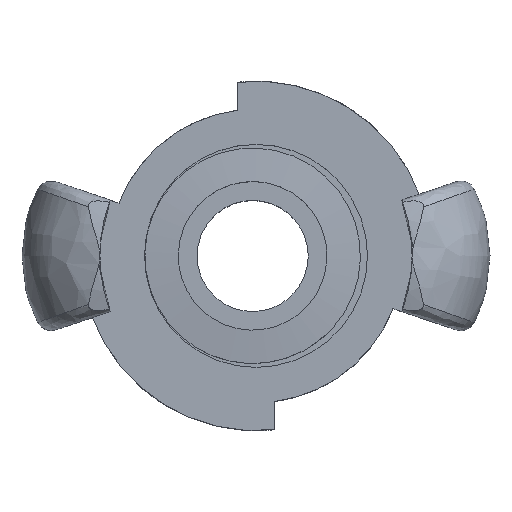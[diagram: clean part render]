
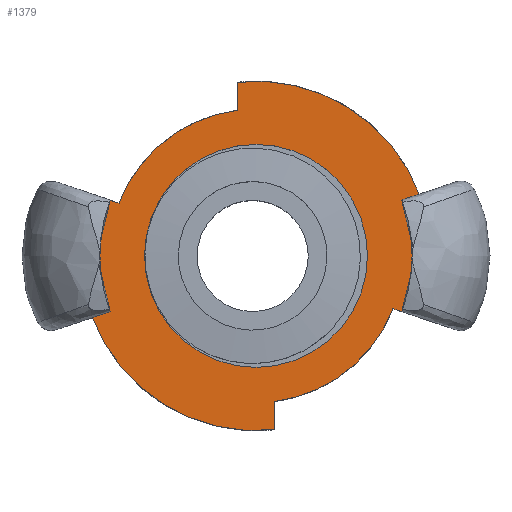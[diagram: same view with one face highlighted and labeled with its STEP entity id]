
A CAD part, top view. The second image highlights one B-rep face of the part: STEP entity #1379.
In plain terms, the highlighted planar face has unit normal (0, 0, 1).
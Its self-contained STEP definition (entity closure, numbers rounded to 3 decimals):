
#91=FACE_BOUND('',#282,.T.);
#116=PLANE('',#1510);
#205=FACE_OUTER_BOUND('',#281,.T.);
#281=EDGE_LOOP('',(#1155,#1156,#1157,#1158,#1159,#1160,#1161,#1162,#1163,
#1164,#1165,#1166));
#282=EDGE_LOOP('',(#1167,#1168));
#330=LINE('',#2537,#406);
#335=LINE('',#2680,#411);
#340=LINE('',#2690,#416);
#346=LINE('',#2702,#422);
#351=LINE('',#2751,#427);
#357=LINE('',#2763,#433);
#406=VECTOR('',#1701,10.);
#411=VECTOR('',#1714,10.);
#416=VECTOR('',#1721,10.);
#422=VECTOR('',#1729,10.);
#427=VECTOR('',#1738,10.);
#433=VECTOR('',#1746,10.);
#469=CIRCLE('',#1470,15.);
#470=CIRCLE('',#1471,15.);
#473=CIRCLE('',#1484,23.514);
#478=CIRCLE('',#1492,23.497);
#483=CIRCLE('',#1502,19.75);
#484=CIRCLE('',#1503,19.75);
#487=CIRCLE('',#1511,25.5);
#488=CIRCLE('',#1512,25.5);
#574=VERTEX_POINT('',#2446);
#575=VERTEX_POINT('',#2447);
#580=VERTEX_POINT('',#2534);
#581=VERTEX_POINT('',#2536);
#589=VERTEX_POINT('',#2677);
#590=VERTEX_POINT('',#2679);
#593=VERTEX_POINT('',#2687);
#594=VERTEX_POINT('',#2689);
#596=VERTEX_POINT('',#2695);
#599=VERTEX_POINT('',#2700);
#604=VERTEX_POINT('',#2748);
#605=VERTEX_POINT('',#2750);
#607=VERTEX_POINT('',#2756);
#610=VERTEX_POINT('',#2761);
#734=EDGE_CURVE('',#574,#575,#469,.T.);
#735=EDGE_CURVE('',#575,#574,#470,.T.);
#743=EDGE_CURVE('',#580,#581,#330,.T.);
#756=EDGE_CURVE('',#589,#590,#335,.T.);
#761=EDGE_CURVE('',#593,#594,#340,.T.);
#767=EDGE_CURVE('',#596,#599,#346,.T.);
#774=EDGE_CURVE('',#604,#605,#351,.T.);
#780=EDGE_CURVE('',#607,#610,#357,.T.);
#784=EDGE_CURVE('',#593,#596,#473,.T.);
#792=EDGE_CURVE('',#604,#607,#478,.T.);
#802=EDGE_CURVE('',#581,#610,#483,.T.);
#804=EDGE_CURVE('',#590,#599,#484,.T.);
#813=EDGE_CURVE('',#605,#589,#487,.T.);
#814=EDGE_CURVE('',#594,#580,#488,.T.);
#1155=ORIENTED_EDGE('',*,*,#784,.T.);
#1156=ORIENTED_EDGE('',*,*,#767,.T.);
#1157=ORIENTED_EDGE('',*,*,#804,.F.);
#1158=ORIENTED_EDGE('',*,*,#756,.F.);
#1159=ORIENTED_EDGE('',*,*,#813,.F.);
#1160=ORIENTED_EDGE('',*,*,#774,.F.);
#1161=ORIENTED_EDGE('',*,*,#792,.T.);
#1162=ORIENTED_EDGE('',*,*,#780,.T.);
#1163=ORIENTED_EDGE('',*,*,#802,.F.);
#1164=ORIENTED_EDGE('',*,*,#743,.F.);
#1165=ORIENTED_EDGE('',*,*,#814,.F.);
#1166=ORIENTED_EDGE('',*,*,#761,.F.);
#1167=ORIENTED_EDGE('',*,*,#734,.T.);
#1168=ORIENTED_EDGE('',*,*,#735,.T.);
#1379=ADVANCED_FACE('',(#205,#91),#116,.F.);
#1470=AXIS2_PLACEMENT_3D('',#2448,#1691,#1692);
#1471=AXIS2_PLACEMENT_3D('',#2449,#1693,#1694);
#1484=AXIS2_PLACEMENT_3D('',#2805,#1752,#1753);
#1492=AXIS2_PLACEMENT_3D('',#2837,#1770,#1771);
#1502=AXIS2_PLACEMENT_3D('',#2907,#1792,#1793);
#1503=AXIS2_PLACEMENT_3D('',#2909,#1795,#1796);
#1510=AXIS2_PLACEMENT_3D('',#2960,#1813,#1814);
#1511=AXIS2_PLACEMENT_3D('',#2961,#1815,#1816);
#1512=AXIS2_PLACEMENT_3D('',#2962,#1817,#1818);
#1691=DIRECTION('center_axis',(0.,0.,-1.));
#1692=DIRECTION('ref_axis',(0.,-1.,0.));
#1693=DIRECTION('center_axis',(0.,0.,-1.));
#1694=DIRECTION('ref_axis',(0.,-1.,0.));
#1701=DIRECTION('',(0.948,-0.319,0.));
#1714=DIRECTION('',(-0.948,0.319,0.));
#1721=DIRECTION('',(-0.948,-0.319,0.));
#1729=DIRECTION('',(0.,1.,0.));
#1738=DIRECTION('',(0.948,0.319,0.));
#1746=DIRECTION('',(0.,-1.,0.));
#1752=DIRECTION('center_axis',(0.,0.,1.));
#1753=DIRECTION('ref_axis',(0.936,0.353,0.));
#1770=DIRECTION('center_axis',(0.,0.,1.));
#1771=DIRECTION('ref_axis',(-0.936,-0.353,0.));
#1792=DIRECTION('center_axis',(0.,0.,-1.));
#1793=DIRECTION('ref_axis',(-1.,0.,0.));
#1795=DIRECTION('center_axis',(0.,0.,-1.));
#1796=DIRECTION('ref_axis',(-1.,0.,0.));
#1813=DIRECTION('center_axis',(0.,0.,-1.));
#1814=DIRECTION('ref_axis',(-1.,0.,0.));
#1815=DIRECTION('center_axis',(0.,0.,-1.));
#1816=DIRECTION('ref_axis',(0.,-1.,0.));
#1817=DIRECTION('center_axis',(0.,0.,-1.));
#1818=DIRECTION('ref_axis',(0.,-1.,0.));
#2446=CARTESIAN_POINT('',(0.,-15.,0.));
#2447=CARTESIAN_POINT('',(0.,15.,0.));
#2448=CARTESIAN_POINT('Origin',(0.,0.,0.));
#2449=CARTESIAN_POINT('Origin',(0.,0.,0.));
#2534=CARTESIAN_POINT('',(-23.883,8.937,0.));
#2536=CARTESIAN_POINT('',(-18.429,7.101,0.));
#2537=CARTESIAN_POINT('',(-12.197,5.002,0.));
#2677=CARTESIAN_POINT('',(23.883,-8.937,0.));
#2679=CARTESIAN_POINT('',(18.429,-7.101,0.));
#2680=CARTESIAN_POINT('',(16.054,-6.301,0.));
#2687=CARTESIAN_POINT('',(-22.,-8.303,0.));
#2689=CARTESIAN_POINT('',(-23.883,-8.937,0.));
#2690=CARTESIAN_POINT('',(-11.008,-4.601,0.));
#2695=CARTESIAN_POINT('',(2.5,-23.381,0.));
#2700=CARTESIAN_POINT('',(2.5,-19.591,0.));
#2702=CARTESIAN_POINT('',(2.5,0.,0.));
#2748=CARTESIAN_POINT('',(21.984,8.298,0.));
#2750=CARTESIAN_POINT('',(23.883,8.937,0.));
#2751=CARTESIAN_POINT('',(7.151,3.302,0.));
#2756=CARTESIAN_POINT('',(-2.5,23.364,0.));
#2761=CARTESIAN_POINT('',(-2.5,19.591,0.));
#2763=CARTESIAN_POINT('',(-2.5,0.,0.));
#2805=CARTESIAN_POINT('Origin',(0.,0.,0.));
#2837=CARTESIAN_POINT('Origin',(0.,0.,0.));
#2907=CARTESIAN_POINT('Origin',(0.,0.,0.));
#2909=CARTESIAN_POINT('Origin',(0.,0.,0.));
#2960=CARTESIAN_POINT('Origin',(0.,-12.75,0.));
#2961=CARTESIAN_POINT('Origin',(0.,0.,0.));
#2962=CARTESIAN_POINT('Origin',(0.,0.,0.));
